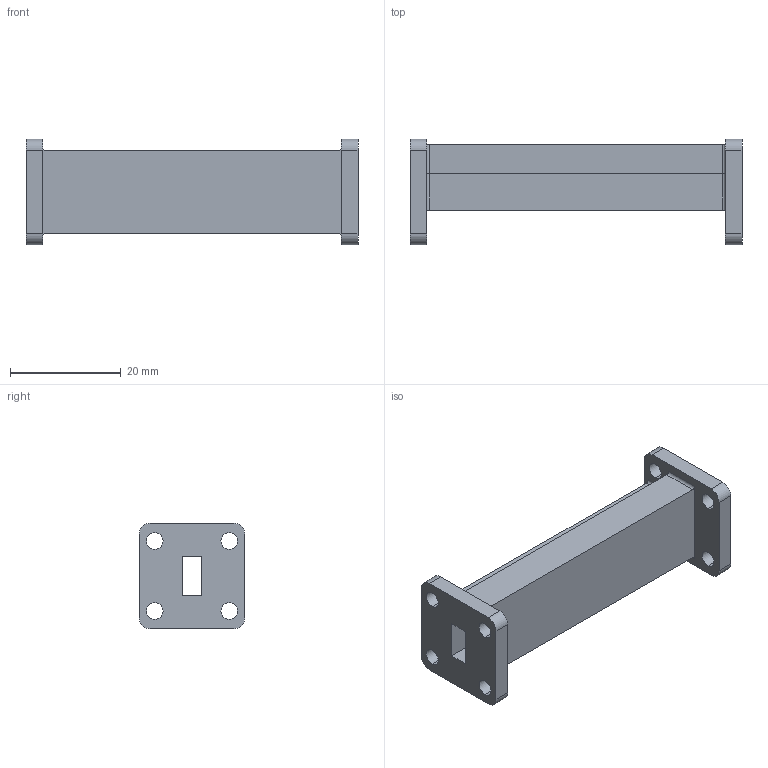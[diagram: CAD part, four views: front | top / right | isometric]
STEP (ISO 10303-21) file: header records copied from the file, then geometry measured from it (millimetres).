
FILE_DESCRIPTION (( 'STEP AP214' ), '1' );
FILE_NAME ('FMW28F011_3D.step', '2023-06-15T15:14:12', ( '' ), ( '' ), 'SwSTEP 2.0', 'SolidWorks 2022', '' );
FILE_SCHEMA (( 'AUTOMOTIVE_DESIGN' ));
Length unit declared in the file: inch
Products named in the file (1): FMW28F011_3D
Bounding box: 60 x 19.1 x 19.1 mm (x, y, z)
Volume: 7349.9 mm3; surface area: 6767.9 mm2
Topology: 1 solids, 1 shells, 1040 faces, 2796 edges, 1856 vertices
Faces by surface type: plane 504, cylinder 272, cone 216, bspline 48
Entity records: 50618 total; most frequent: CARTESIAN_POINT 26267, ORIENTED_EDGE 5592, DIRECTION 4482, EDGE_CURVE 2796, VERTEX_POINT 1856, AXIS2_PLACEMENT_3D 1703, EDGE_LOOP 1156, VECTOR 1076
